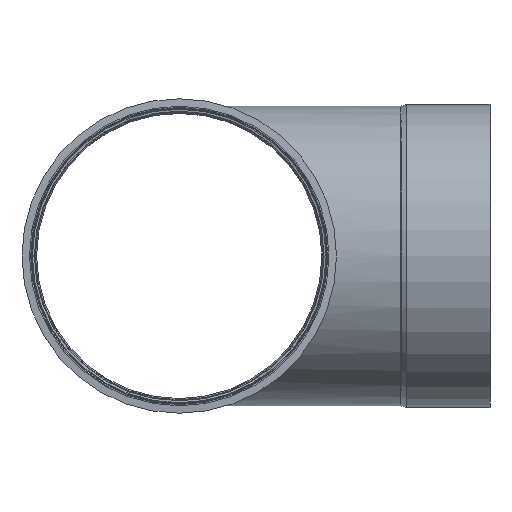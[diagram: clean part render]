
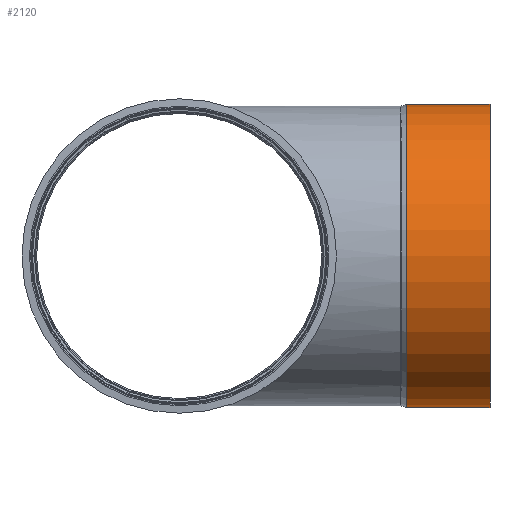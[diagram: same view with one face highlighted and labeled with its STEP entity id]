
A CAD part, front view. The second image highlights one B-rep face of the part: STEP entity #2120.
In plain terms, the highlighted cylindrical face has radius 127.6 mm (diameter 255.2 mm), a partial arc.
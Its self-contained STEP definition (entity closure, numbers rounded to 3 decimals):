
#207=CIRCLE('',#2387,127.6);
#208=CIRCLE('',#2389,127.6);
#340=LINE('',#4058,#464);
#352=LINE('',#4101,#476);
#464=VECTOR('',#2993,69.844);
#476=VECTOR('',#3047,69.844);
#684=FACE_OUTER_BOUND('',#830,.T.);
#830=EDGE_LOOP('',(#1768,#1769,#1770,#1771));
#993=VERTEX_POINT('',#4051);
#995=VERTEX_POINT('',#4057);
#998=VERTEX_POINT('',#4064);
#1005=VERTEX_POINT('',#4096);
#1248=EDGE_CURVE('',#995,#993,#340,.T.);
#1268=EDGE_CURVE('',#1005,#995,#207,.T.);
#1270=EDGE_CURVE('',#998,#993,#208,.T.);
#1271=EDGE_CURVE('',#1005,#998,#352,.T.);
#1768=ORIENTED_EDGE('',*,*,#1248,.T.);
#1769=ORIENTED_EDGE('',*,*,#1270,.F.);
#1770=ORIENTED_EDGE('',*,*,#1271,.F.);
#1771=ORIENTED_EDGE('',*,*,#1268,.T.);
#1846=CYLINDRICAL_SURFACE('',#2388,127.6);
#2120=ADVANCED_FACE('',(#684),#1846,.T.);
#2387=AXIS2_PLACEMENT_3D('',#4097,#3040,#3041);
#2388=AXIS2_PLACEMENT_3D('',#4099,#3043,#3044);
#2389=AXIS2_PLACEMENT_3D('',#4100,#3045,#3046);
#2993=DIRECTION('',(0.,-1.,0.));
#3040=DIRECTION('center_axis',(0.,-1.,0.));
#3041=DIRECTION('ref_axis',(-1.,0.,0.));
#3043=DIRECTION('center_axis',(0.,-1.,0.));
#3044=DIRECTION('ref_axis',(-1.,0.,0.));
#3045=DIRECTION('center_axis',(0.,-1.,0.));
#3046=DIRECTION('ref_axis',(-1.,0.,0.));
#3047=DIRECTION('',(0.,-1.,0.));
#4051=CARTESIAN_POINT('',(-127.6,190.156,0.223));
#4057=CARTESIAN_POINT('',(-127.6,260.,0.223));
#4058=CARTESIAN_POINT('',(-127.6,260.,0.223));
#4064=CARTESIAN_POINT('',(-127.6,190.156,0.));
#4096=CARTESIAN_POINT('',(-127.6,260.,0.));
#4097=CARTESIAN_POINT('Origin',(0.,260.,0.));
#4099=CARTESIAN_POINT('Origin',(0.,130.053,0.));
#4100=CARTESIAN_POINT('Origin',(0.,190.156,0.));
#4101=CARTESIAN_POINT('',(-127.6,260.,0.));
